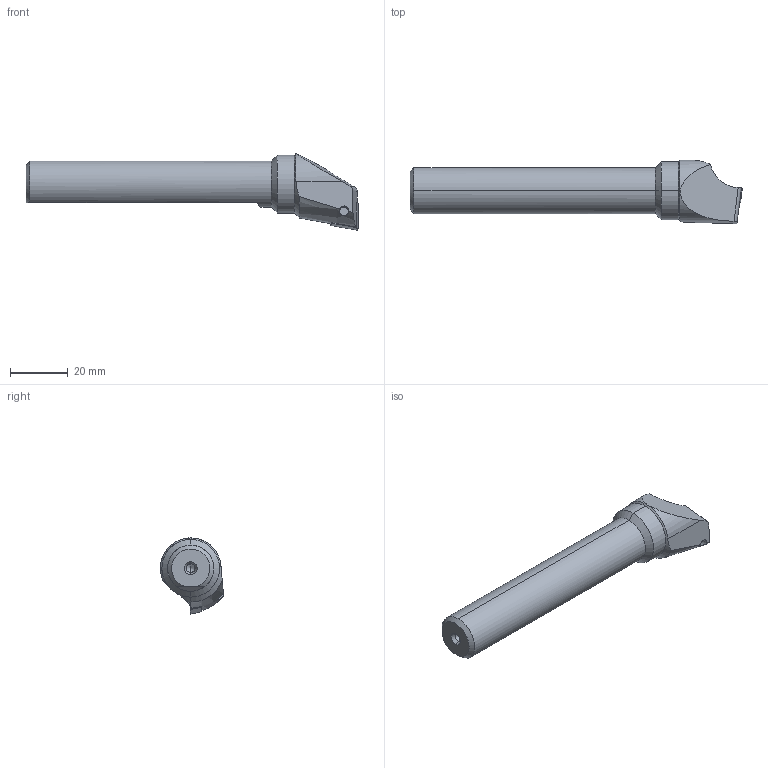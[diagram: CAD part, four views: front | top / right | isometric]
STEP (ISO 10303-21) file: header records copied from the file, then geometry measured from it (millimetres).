
FILE_DESCRIPTION (( 'STEP AP203' ), '1' );
FILE_NAME ('270.032.009.STEP', '2024-08-23T08:47:52', ( '' ), ( '' ), 'SwSTEP 2.0', 'SolidWorks 2022', '' );
FILE_SCHEMA (( 'CONFIG_CONTROL_DESIGN' ));
Length unit declared in the file: millimetre
Products named in the file (4): B32-WCB.001.115_A; WCB-ER2.001.009_A; 270.032.009; CCMT09T304
Assembly tree (3 placements, depth 2):
  270.032.009
    B32-WCB.001.115_A
    CCMT09T304
    WCB-ER2.001.009_A
Bounding box: 115 x 21.89 x 26.38 mm (x, y, z)
Volume: 23428.3 mm3; surface area: 7019.7 mm2
Topology: 3 solids, 3 shells, 130 faces, 331 edges, 196 vertices
Faces by surface type: cone 39, cylinder 37, plane 32, bspline 12, torus 8, sphere 2
Entity records: 4607 total; most frequent: CARTESIAN_POINT 1299, ORIENTED_EDGE 638, DIRECTION 578, EDGE_CURVE 319, AXIS2_PLACEMENT_3D 227, VERTEX_POINT 196, EDGE_LOOP 135, ADVANCED_FACE 130
